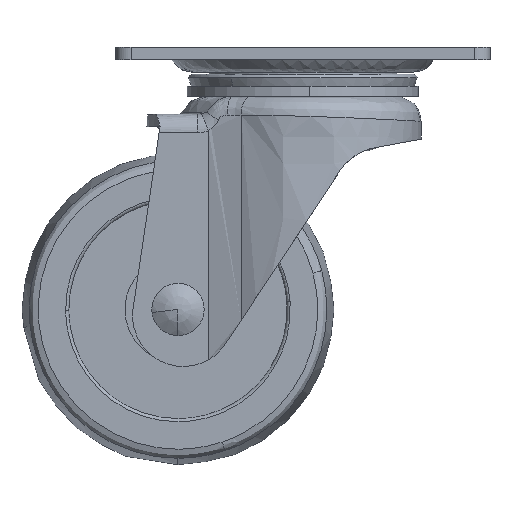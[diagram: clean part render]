
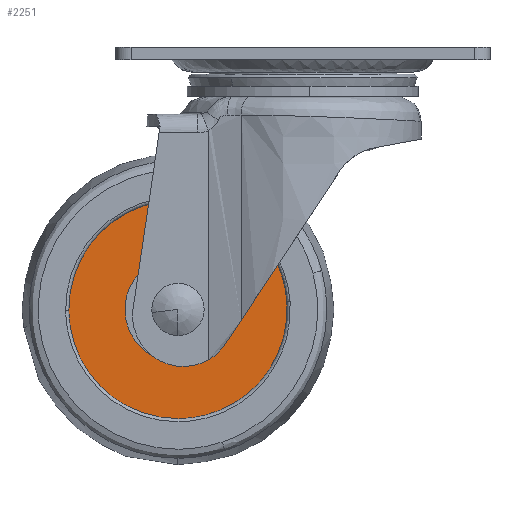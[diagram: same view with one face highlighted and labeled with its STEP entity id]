
A CAD part, front view. The second image highlights one B-rep face of the part: STEP entity #2251.
In plain terms, the highlighted free-form (B-spline) face has degree [1, 1] with [2, 2] control points.
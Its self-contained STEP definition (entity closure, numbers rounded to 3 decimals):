
#682=CARTESIAN_POINT('',(-10.559,-9.5,-38.997));
#683=VERTEX_POINT('',#682);
#684=CARTESIAN_POINT('',(-19.0,-9.5,-48.5));
#685=VERTEX_POINT('',#684);
#686=CARTESIAN_POINT('',(-10.559,-9.5,-38.997));
#687=CARTESIAN_POINT('',(-10.5,-9.5,-39.497));
#688=CARTESIAN_POINT('',(-10.5,-9.5,-40.));
#689=CARTESIAN_POINT('',(-10.5,-9.5,-48.5));
#690=CARTESIAN_POINT('',(-19.0,-9.5,-48.5));
#698=(BOUNDED_CURVE()B_SPLINE_CURVE(2,(#686,#687,#688,#689,#690),.UNSPECIFIED.,.F.,.U.)B_SPLINE_CURVE_WITH_KNOTS((3,2,3),(0.23,0.25,0.5),.UNSPECIFIED.)CURVE()GEOMETRIC_REPRESENTATION_ITEM()RATIONAL_B_SPLINE_CURVE((0.956,0.976,1.0,0.707,1.0))REPRESENTATION_ITEM(''));
#699=EDGE_CURVE('',#683,#685,#698,.T.);
#740=CARTESIAN_POINT('',(-27.484,-9.5,-40.519));
#741=VERTEX_POINT('',#740);
#747=CARTESIAN_POINT('',(-19.0,-9.5,-48.5));
#748=CARTESIAN_POINT('',(-26.996,-9.5,-48.5));
#749=CARTESIAN_POINT('',(-27.484,-9.5,-40.519));
#757=(BOUNDED_CURVE()B_SPLINE_CURVE(2,(#747,#748,#749),.UNSPECIFIED.,.F.,.U.)B_SPLINE_CURVE_WITH_KNOTS((3,3),(0.5,0.739),.UNSPECIFIED.)CURVE()GEOMETRIC_REPRESENTATION_ITEM()RATIONAL_B_SPLINE_CURVE((1.0,0.72,0.976))REPRESENTATION_ITEM(''));
#758=EDGE_CURVE('',#685,#741,#757,.T.);
#781=CARTESIAN_POINT('',(-19.0,-9.5,-31.5));
#782=VERTEX_POINT('',#781);
#783=CARTESIAN_POINT('',(-19.0,-9.5,-31.5));
#784=CARTESIAN_POINT('',(-11.451,-9.5,-31.5));
#785=CARTESIAN_POINT('',(-10.559,-9.5,-38.997));
#793=(BOUNDED_CURVE()B_SPLINE_CURVE(2,(#783,#784,#785),.UNSPECIFIED.,.F.,.U.)B_SPLINE_CURVE_WITH_KNOTS((3,3),(0.0,0.23),.UNSPECIFIED.)CURVE()GEOMETRIC_REPRESENTATION_ITEM()RATIONAL_B_SPLINE_CURVE((1.0,0.731,0.956))REPRESENTATION_ITEM(''));
#794=EDGE_CURVE('',#782,#683,#793,.T.);
#796=CARTESIAN_POINT('',(-27.484,-9.5,-40.519));
#797=CARTESIAN_POINT('',(-27.5,-9.5,-40.26));
#798=CARTESIAN_POINT('',(-27.5,-9.5,-40.));
#799=CARTESIAN_POINT('',(-27.5,-9.5,-31.5));
#800=CARTESIAN_POINT('',(-19.0,-9.5,-31.5));
#808=(BOUNDED_CURVE()B_SPLINE_CURVE(2,(#796,#797,#798,#799,#800),.UNSPECIFIED.,.F.,.U.)B_SPLINE_CURVE_WITH_KNOTS((3,2,3),(0.739,0.75,1.0),.UNSPECIFIED.)CURVE()GEOMETRIC_REPRESENTATION_ITEM()RATIONAL_B_SPLINE_CURVE((0.976,0.988,1.0,0.707,1.0))REPRESENTATION_ITEM(''));
#809=EDGE_CURVE('',#741,#782,#808,.T.);
#1247=CARTESIAN_POINT('',(-1.543,-9.5,-38.78));
#1248=VERTEX_POINT('',#1247);
#1249=CARTESIAN_POINT('',(-19.0,-9.5,-57.5));
#1250=VERTEX_POINT('',#1249);
#1251=CARTESIAN_POINT('',(-1.543,-9.5,-38.78));
#1252=CARTESIAN_POINT('',(-1.5,-9.5,-39.39));
#1253=CARTESIAN_POINT('',(-1.5,-9.5,-40.));
#1254=CARTESIAN_POINT('',(-1.5,-9.5,-57.5));
#1255=CARTESIAN_POINT('',(-19.0,-9.5,-57.5));
#1263=(BOUNDED_CURVE()B_SPLINE_CURVE(2,(#1251,#1252,#1253,#1254,#1255),.UNSPECIFIED.,.F.,.U.)B_SPLINE_CURVE_WITH_KNOTS((3,2,3),(0.238,0.25,0.5),.UNSPECIFIED.)CURVE()GEOMETRIC_REPRESENTATION_ITEM()RATIONAL_B_SPLINE_CURVE((0.973,0.986,1.0,0.707,1.0))REPRESENTATION_ITEM(''));
#1264=EDGE_CURVE('',#1248,#1250,#1263,.T.);
#1266=CARTESIAN_POINT('',(-36.498,-9.5,-40.22));
#1267=VERTEX_POINT('',#1266);
#1268=CARTESIAN_POINT('',(-19.0,-9.5,-57.5));
#1269=CARTESIAN_POINT('',(-36.281,-9.5,-57.5));
#1270=CARTESIAN_POINT('',(-36.498,-9.5,-40.22));
#1278=(BOUNDED_CURVE()B_SPLINE_CURVE(2,(#1268,#1269,#1270),.UNSPECIFIED.,.F.,.U.)B_SPLINE_CURVE_WITH_KNOTS((3,3),(0.5,0.748),.UNSPECIFIED.)CURVE()GEOMETRIC_REPRESENTATION_ITEM()RATIONAL_B_SPLINE_CURVE((1.0,0.71,0.995))REPRESENTATION_ITEM(''));
#1279=EDGE_CURVE('',#1250,#1267,#1278,.T.);
#1367=CARTESIAN_POINT('',(-19.0,-9.5,-22.501));
#1368=VERTEX_POINT('',#1367);
#1369=CARTESIAN_POINT('',(-19.0,-9.5,-22.501));
#1370=CARTESIAN_POINT('',(-2.681,-9.5,-22.501));
#1371=CARTESIAN_POINT('',(-1.543,-9.5,-38.78));
#1379=(BOUNDED_CURVE()B_SPLINE_CURVE(2,(#1369,#1370,#1371),.UNSPECIFIED.,.F.,.U.)B_SPLINE_CURVE_WITH_KNOTS((3,3),(0.0,0.238),.UNSPECIFIED.)CURVE()GEOMETRIC_REPRESENTATION_ITEM()RATIONAL_B_SPLINE_CURVE((1.0,0.721,0.973))REPRESENTATION_ITEM(''));
#1380=EDGE_CURVE('',#1368,#1248,#1379,.T.);
#1414=CARTESIAN_POINT('',(-36.498,-9.5,-40.22));
#1415=CARTESIAN_POINT('',(-36.5,-9.5,-40.11));
#1416=CARTESIAN_POINT('',(-36.5,-9.5,-40.));
#1417=CARTESIAN_POINT('',(-36.5,-9.5,-22.501));
#1418=CARTESIAN_POINT('',(-19.0,-9.5,-22.501));
#1426=(BOUNDED_CURVE()B_SPLINE_CURVE(2,(#1414,#1415,#1416,#1417,#1418),.UNSPECIFIED.,.F.,.U.)B_SPLINE_CURVE_WITH_KNOTS((3,2,3),(0.748,0.75,1.0),.UNSPECIFIED.)CURVE()GEOMETRIC_REPRESENTATION_ITEM()RATIONAL_B_SPLINE_CURVE((0.995,0.997,1.0,0.707,1.0))REPRESENTATION_ITEM(''));
#1427=EDGE_CURVE('',#1267,#1368,#1426,.T.);
#2234=CARTESIAN_POINT('',(-38.246,-9.5,-20.752));
#2235=CARTESIAN_POINT('',(-38.246,-9.5,-59.249));
#2236=CARTESIAN_POINT('',(0.246,-9.5,-20.752));
#2237=CARTESIAN_POINT('',(0.246,-9.5,-59.249));
#2238=B_SPLINE_SURFACE_WITH_KNOTS('',1,1,((#2234,#2236),(#2235,#2237)),.UNSPECIFIED.,.F.,.F.,.U.,(2,2),(2,2),(0.0,38.496),(0.0,38.492),.UNSPECIFIED.);
#2239=ORIENTED_EDGE('',*,*,#1427,.F.);
#2240=ORIENTED_EDGE('',*,*,#1279,.F.);
#2241=ORIENTED_EDGE('',*,*,#1264,.F.);
#2242=ORIENTED_EDGE('',*,*,#1380,.F.);
#2243=EDGE_LOOP('',(#2239,#2240,#2241,#2242));
#2244=FACE_OUTER_BOUND('',#2243,.T.);
#2245=ORIENTED_EDGE('',*,*,#758,.T.);
#2246=ORIENTED_EDGE('',*,*,#809,.T.);
#2247=ORIENTED_EDGE('',*,*,#794,.T.);
#2248=ORIENTED_EDGE('',*,*,#699,.T.);
#2249=EDGE_LOOP('',(#2245,#2246,#2247,#2248));
#2250=FACE_BOUND('',#2249,.T.);
#2251=ADVANCED_FACE('',(#2244,#2250),#2238,.T.);
